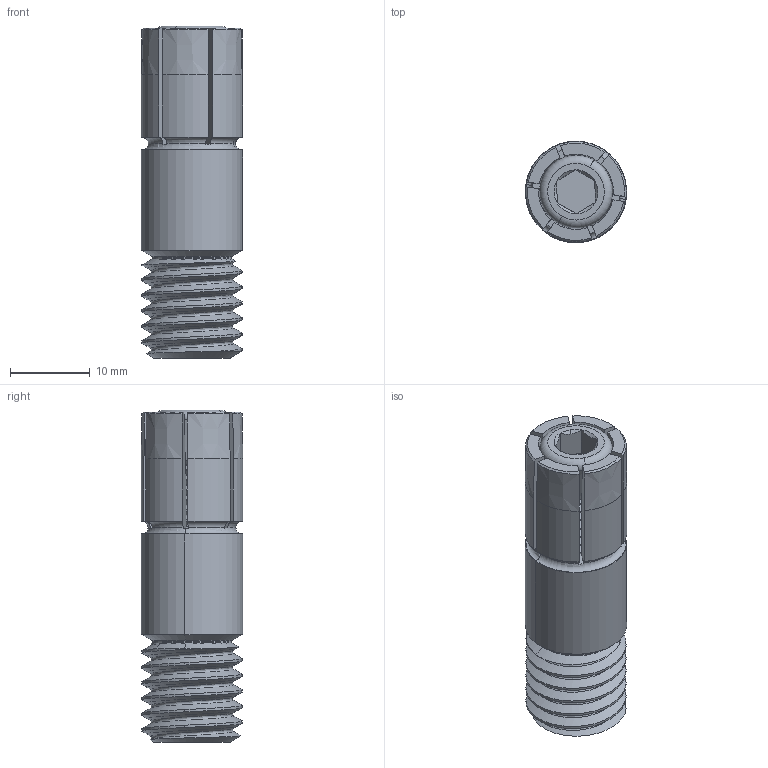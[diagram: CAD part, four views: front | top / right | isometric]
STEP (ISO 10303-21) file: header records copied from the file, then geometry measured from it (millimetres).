
FILE_DESCRIPTION (( 'STEP AP214' ), '1' );
FILE_NAME ('31850.STEP', '2016-02-25T15:06:46', ( 'Mike W' ), ( '' ), 'SwSTEP 2.0', 'SolidWorks 2015', '' );
FILE_SCHEMA (( 'AUTOMOTIVE_DESIGN' ));
Length unit declared in the file: inch
Products named in the file (3): 31010_31010; 318501_318501; 31850
Assembly tree (2 placements, depth 2):
  31850
    318501_318501
    31010_31010
Bounding box: 12.68 x 12.69 x 41.55 mm (x, y, z)
Volume: 4338.9 mm3; surface area: 4519.6 mm2
Topology: 2 solids, 2 shells, 249 faces, 696 edges, 454 vertices
Faces by surface type: cylinder 130, plane 61, cone 38, torus 14, bspline 6
Entity records: 12776 total; most frequent: CARTESIAN_POINT 7001, ORIENTED_EDGE 1392, DIRECTION 1005, EDGE_CURVE 696, VERTEX_POINT 454, AXIS2_PLACEMENT_3D 384, EDGE_LOOP 254, FACE_OUTER_BOUND 249
